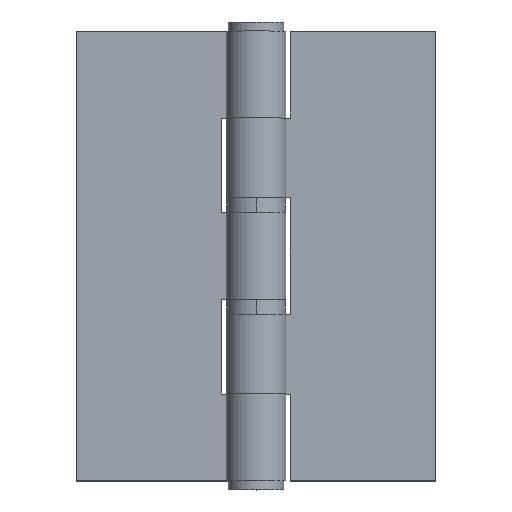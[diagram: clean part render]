
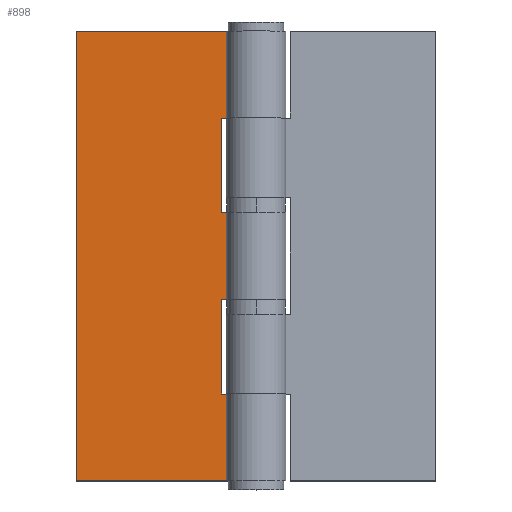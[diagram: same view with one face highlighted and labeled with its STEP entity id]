
A CAD part, top view. The second image highlights one B-rep face of the part: STEP entity #898.
In plain terms, the highlighted planar face has unit normal (0, 0, 1).
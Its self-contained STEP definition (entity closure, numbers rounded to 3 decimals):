
#814 = VERTEX_POINT ( 'NONE', #1442 ) ;
#816 = VERTEX_POINT ( 'NONE', #1436 ) ;
#856 = EDGE_CURVE ( 'NONE', #879, #857, #1522, .T. ) ;
#857 = VERTEX_POINT ( 'NONE', #1518 ) ;
#866 = EDGE_CURVE ( 'NONE', #814, #1048, #1566, .T. ) ;
#872 = EDGE_CURVE ( 'NONE', #816, #879, #1557, .T. ) ;
#879 = VERTEX_POINT ( 'NONE', #1534 ) ;
#882 = ORIENTED_EDGE ( 'NONE', *, *, #856, .F. ) ;
#883 = ORIENTED_EDGE ( 'NONE', *, *, #872, .F. ) ;
#884 = ORIENTED_EDGE ( 'NONE', *, *, #1112, .F. ) ;
#885 = EDGE_CURVE ( 'NONE', #963, #965, #1597, .T. ) ;
#886 = ORIENTED_EDGE ( 'NONE', *, *, #885, .T. ) ;
#890 = EDGE_CURVE ( 'NONE', #816, #814, #1593, .T. ) ;
#898 = ADVANCED_FACE ( 'NONE', ( #1584 ), #1583, .F. ) ;
#899 = EDGE_LOOP ( 'NONE', ( #900, #901, #904, #907, #884, #962, #886, #961, #882, #883, #960, #955 ) ) ;
#900 = ORIENTED_EDGE ( 'NONE', *, *, #1059, .F. ) ;
#901 = ORIENTED_EDGE ( 'NONE', *, *, #902, .T. ) ;
#902 = EDGE_CURVE ( 'NONE', #1061, #903, #1578, .T. ) ;
#903 = VERTEX_POINT ( 'NONE', #1574 ) ;
#904 = ORIENTED_EDGE ( 'NONE', *, *, #905, .T. ) ;
#905 = EDGE_CURVE ( 'NONE', #903, #906, #1573, .T. ) ;
#906 = VERTEX_POINT ( 'NONE', #1569 ) ;
#907 = ORIENTED_EDGE ( 'NONE', *, *, #908, .T. ) ;
#908 = EDGE_CURVE ( 'NONE', #906, #1113, #1568, .T. ) ;
#955 = ORIENTED_EDGE ( 'NONE', *, *, #866, .T. ) ;
#960 = ORIENTED_EDGE ( 'NONE', *, *, #890, .T. ) ;
#961 = ORIENTED_EDGE ( 'NONE', *, *, #966, .T. ) ;
#962 = ORIENTED_EDGE ( 'NONE', *, *, #964, .T. ) ;
#963 = VERTEX_POINT ( 'NONE', #1670 ) ;
#964 = EDGE_CURVE ( 'NONE', #1108, #963, #1669, .T. ) ;
#965 = VERTEX_POINT ( 'NONE', #1665 ) ;
#966 = EDGE_CURVE ( 'NONE', #965, #857, #1664, .T. ) ;
#1048 = VERTEX_POINT ( 'NONE', #1801 ) ;
#1059 = EDGE_CURVE ( 'NONE', #1061, #1048, #1844, .T. ) ;
#1061 = VERTEX_POINT ( 'NONE', #1840 ) ;
#1108 = VERTEX_POINT ( 'NONE', #1912 ) ;
#1112 = EDGE_CURVE ( 'NONE', #1108, #1113, #1910, .T. ) ;
#1113 = VERTEX_POINT ( 'NONE', #1906 ) ;
#1436 = CARTESIAN_POINT ( 'NONE',  ( -60., 75., -6. ) ) ;
#1442 = CARTESIAN_POINT ( 'NONE',  ( -60., -75., -6. ) ) ;
#1518 = CARTESIAN_POINT ( 'NONE',  ( -8., 46., -6. ) ) ;
#1519 = DIRECTION ( 'NONE',  ( 0., -1., 0. ) ) ;
#1520 = VECTOR ( 'NONE', #1519, 1000. ) ;
#1521 = CARTESIAN_POINT ( 'NONE',  ( -8., 75., -6. ) ) ;
#1522 = LINE ( 'NONE', #1521, #1520 ) ;
#1534 = CARTESIAN_POINT ( 'NONE',  ( -8., 75., -6. ) ) ;
#1554 = DIRECTION ( 'NONE',  ( 1., 0., 0. ) ) ;
#1555 = VECTOR ( 'NONE', #1554, 1000. ) ;
#1556 = CARTESIAN_POINT ( 'NONE',  ( -8., 75., -6. ) ) ;
#1557 = LINE ( 'NONE', #1556, #1555 ) ;
#1563 = DIRECTION ( 'NONE',  ( 1., 0., 0. ) ) ;
#1564 = VECTOR ( 'NONE', #1563, 1000. ) ;
#1565 = CARTESIAN_POINT ( 'NONE',  ( -8., -75., -6. ) ) ;
#1566 = LINE ( 'NONE', #1565, #1564 ) ;
#1567 = CARTESIAN_POINT ( 'NONE',  ( -8., -14.5, -6. ) ) ;
#1568 = LINE ( 'NONE', #1567, #1627 ) ;
#1569 = CARTESIAN_POINT ( 'NONE',  ( -11.5, -14.5, -6. ) ) ;
#1570 = DIRECTION ( 'NONE',  ( 0., 1., 0. ) ) ;
#1571 = VECTOR ( 'NONE', #1570, 1000. ) ;
#1572 = CARTESIAN_POINT ( 'NONE',  ( -11.5, 75., -6. ) ) ;
#1573 = LINE ( 'NONE', #1572, #1571 ) ;
#1574 = CARTESIAN_POINT ( 'NONE',  ( -11.5, -46., -6. ) ) ;
#1575 = DIRECTION ( 'NONE',  ( -1., 0., 0. ) ) ;
#1576 = VECTOR ( 'NONE', #1575, 1000. ) ;
#1577 = CARTESIAN_POINT ( 'NONE',  ( -8., -46., -6. ) ) ;
#1578 = LINE ( 'NONE', #1577, #1576 ) ;
#1579 = DIRECTION ( 'NONE',  ( -1., 0., 0. ) ) ;
#1580 = DIRECTION ( 'NONE',  ( 0., 0., -1. ) ) ;
#1581 = CARTESIAN_POINT ( 'NONE',  ( -8., 75., -6. ) ) ;
#1582 = AXIS2_PLACEMENT_3D ( 'NONE', #1581, #1580, #1579 ) ;
#1583 = PLANE ( 'NONE',  #1582 ) ;
#1584 = FACE_OUTER_BOUND ( 'NONE', #899, .T. ) ;
#1590 = DIRECTION ( 'NONE',  ( 0., -1., 0. ) ) ;
#1591 = VECTOR ( 'NONE', #1590, 1000. ) ;
#1592 = CARTESIAN_POINT ( 'NONE',  ( -60., 75., -6. ) ) ;
#1593 = LINE ( 'NONE', #1592, #1591 ) ;
#1594 = DIRECTION ( 'NONE',  ( 0., 1., 0. ) ) ;
#1595 = VECTOR ( 'NONE', #1594, 1000. ) ;
#1596 = CARTESIAN_POINT ( 'NONE',  ( -11.5, 75., -6. ) ) ;
#1597 = LINE ( 'NONE', #1596, #1595 ) ;
#1626 = DIRECTION ( 'NONE',  ( 1., 0., 0. ) ) ;
#1627 = VECTOR ( 'NONE', #1626, 1000. ) ;
#1661 = DIRECTION ( 'NONE',  ( 1., 0., 0. ) ) ;
#1662 = VECTOR ( 'NONE', #1661, 1000. ) ;
#1663 = CARTESIAN_POINT ( 'NONE',  ( -8., 46., -6. ) ) ;
#1664 = LINE ( 'NONE', #1663, #1662 ) ;
#1665 = CARTESIAN_POINT ( 'NONE',  ( -11.5, 46., -6. ) ) ;
#1666 = DIRECTION ( 'NONE',  ( -1., 0., 0. ) ) ;
#1667 = VECTOR ( 'NONE', #1666, 1000. ) ;
#1668 = CARTESIAN_POINT ( 'NONE',  ( -8., 14.5, -6. ) ) ;
#1669 = LINE ( 'NONE', #1668, #1667 ) ;
#1670 = CARTESIAN_POINT ( 'NONE',  ( -11.5, 14.5, -6. ) ) ;
#1801 = CARTESIAN_POINT ( 'NONE',  ( -8., -75., -6. ) ) ;
#1840 = CARTESIAN_POINT ( 'NONE',  ( -8., -46., -6. ) ) ;
#1841 = DIRECTION ( 'NONE',  ( 0., -1., 0. ) ) ;
#1842 = VECTOR ( 'NONE', #1841, 1000. ) ;
#1843 = CARTESIAN_POINT ( 'NONE',  ( -8., 75., -6. ) ) ;
#1844 = LINE ( 'NONE', #1843, #1842 ) ;
#1906 = CARTESIAN_POINT ( 'NONE',  ( -8., -14.5, -6. ) ) ;
#1907 = DIRECTION ( 'NONE',  ( 0., -1., 0. ) ) ;
#1908 = VECTOR ( 'NONE', #1907, 1000. ) ;
#1909 = CARTESIAN_POINT ( 'NONE',  ( -8., 75., -6. ) ) ;
#1910 = LINE ( 'NONE', #1909, #1908 ) ;
#1912 = CARTESIAN_POINT ( 'NONE',  ( -8., 14.5, -6. ) ) ;
